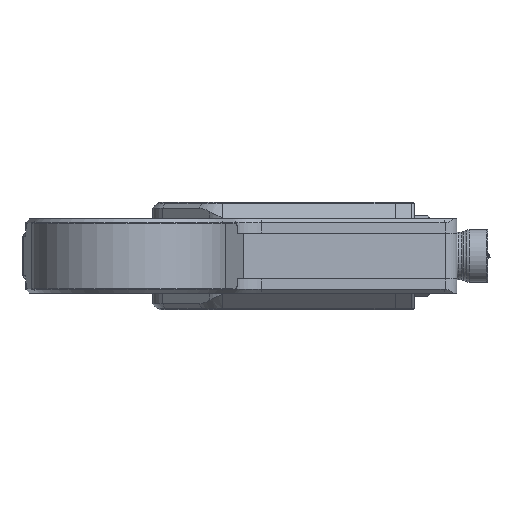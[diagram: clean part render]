
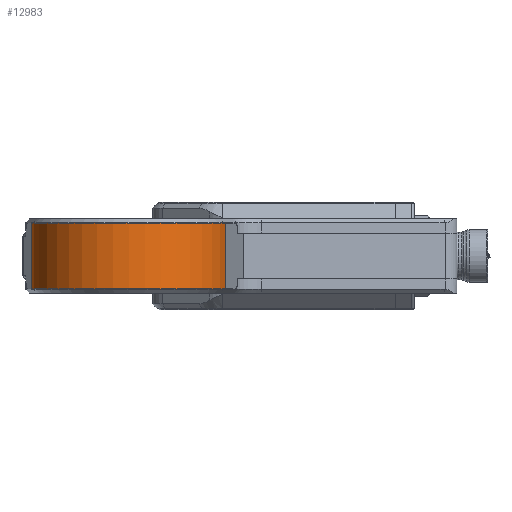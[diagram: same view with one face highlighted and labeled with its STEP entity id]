
A CAD part, front view. The second image highlights one B-rep face of the part: STEP entity #12983.
In plain terms, the highlighted cylindrical face has radius 42.11 mm (diameter 84.22 mm), a partial arc.
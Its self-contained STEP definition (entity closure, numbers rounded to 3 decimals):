
#558 = CARTESIAN_POINT ( 'NONE',  ( -13.906, -10.904, -40.674 ) ) ;
#3117 = AXIS2_PLACEMENT_3D ( 'NONE', #24086, #9270, #16439 ) ;
#3180 = CARTESIAN_POINT ( 'NONE',  ( 25.908, -10.904, -40.674 ) ) ;
#3277 = CARTESIAN_POINT ( 'NONE',  ( -13.906, 0., 0. ) ) ;
#6971 = VECTOR ( 'NONE', #27958, 1000. ) ;
#7200 = LINE ( 'NONE', #10945, #16560 ) ;
#7962 = VERTEX_POINT ( 'NONE', #16575 ) ;
#8325 = CIRCLE ( 'NONE', #3117, 42.11 ) ;
#8548 = ORIENTED_EDGE ( 'NONE', *, *, #41795, .T. ) ;
#9270 = DIRECTION ( 'NONE',  ( -1., 0., 0. ) ) ;
#10504 = DIRECTION ( 'NONE',  ( 1., 0., 0. ) ) ;
#10628 = LINE ( 'NONE', #3180, #6971 ) ;
#10945 = CARTESIAN_POINT ( 'NONE',  ( 25.908, -3.263, 41.983 ) ) ;
#12983 = ADVANCED_FACE ( 'NONE', ( #28725 ), #17907, .T. ) ;
#16252 = CARTESIAN_POINT ( 'NONE',  ( 13.906, -10.904, -40.674 ) ) ;
#16304 = AXIS2_PLACEMENT_3D ( 'NONE', #28494, #32163, #42825 ) ;
#16439 = DIRECTION ( 'NONE',  ( 0., 0., -1. ) ) ;
#16560 = VECTOR ( 'NONE', #25252, 1000. ) ;
#16575 = CARTESIAN_POINT ( 'NONE',  ( 13.906, -3.263, 41.983 ) ) ;
#17907 = CYLINDRICAL_SURFACE ( 'NONE', #16304, 42.11 ) ;
#18053 = EDGE_LOOP ( 'NONE', ( #29925, #37622, #19167, #8548 ) ) ;
#19167 = ORIENTED_EDGE ( 'NONE', *, *, #40597, .T. ) ;
#21385 = EDGE_CURVE ( 'NONE', #27509, #33856, #10628, .T. ) ;
#22176 = VERTEX_POINT ( 'NONE', #31942 ) ;
#24086 = CARTESIAN_POINT ( 'NONE',  ( 13.906, 0., 0. ) ) ;
#24589 = DIRECTION ( 'NONE',  ( 0., 0., -1. ) ) ;
#25252 = DIRECTION ( 'NONE',  ( -1., 0., 0. ) ) ;
#27509 = VERTEX_POINT ( 'NONE', #16252 ) ;
#27923 = AXIS2_PLACEMENT_3D ( 'NONE', #3277, #10504, #24589 ) ;
#27958 = DIRECTION ( 'NONE',  ( -1., 0., 0. ) ) ;
#28494 = CARTESIAN_POINT ( 'NONE',  ( -120.129, 0., 0. ) ) ;
#28725 = FACE_OUTER_BOUND ( 'NONE', #18053, .T. ) ;
#29925 = ORIENTED_EDGE ( 'NONE', *, *, #37951, .T. ) ;
#31942 = CARTESIAN_POINT ( 'NONE',  ( -13.906, -3.263, 41.983 ) ) ;
#32163 = DIRECTION ( 'NONE',  ( 1., 0., 0. ) ) ;
#33856 = VERTEX_POINT ( 'NONE', #558 ) ;
#36036 = CIRCLE ( 'NONE', #27923, 42.11 ) ;
#37622 = ORIENTED_EDGE ( 'NONE', *, *, #21385, .F. ) ;
#37951 = EDGE_CURVE ( 'NONE', #22176, #33856, #36036, .T. ) ;
#40597 = EDGE_CURVE ( 'NONE', #27509, #7962, #8325, .T. ) ;
#41795 = EDGE_CURVE ( 'NONE', #7962, #22176, #7200, .T. ) ;
#42825 = DIRECTION ( 'NONE',  ( 0., 0., -1. ) ) ;
